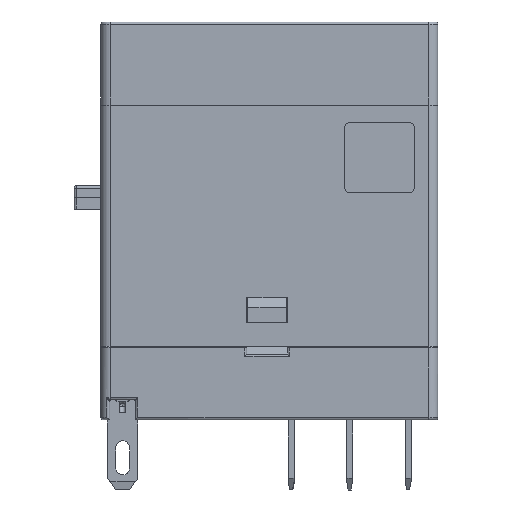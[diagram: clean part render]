
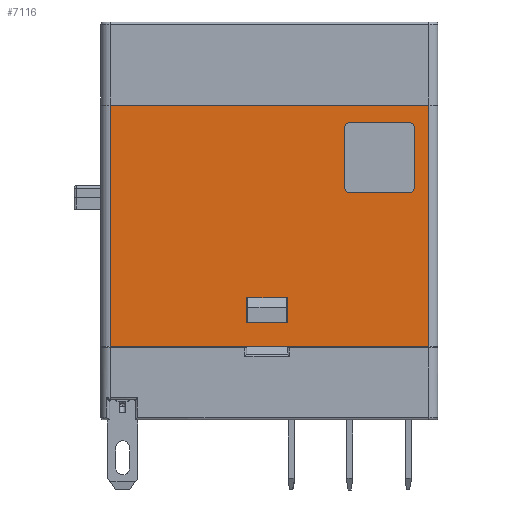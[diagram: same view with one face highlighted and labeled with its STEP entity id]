
A CAD part, front view. The second image highlights one B-rep face of the part: STEP entity #7116.
In plain terms, the highlighted face is planar.
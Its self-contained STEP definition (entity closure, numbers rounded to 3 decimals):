
#707=FACE_BOUND('',#16100,.T.);
#708=FACE_BOUND('',#16101,.T.);
#709=FACE_BOUND('',#16102,.T.);
#4332=CIRCLE('',#66515,0.5);
#4333=CIRCLE('',#66516,0.5);
#4334=CIRCLE('',#66517,0.5);
#4335=CIRCLE('',#66518,0.5);
#7116=ADVANCED_FACE('',(#707,#708,#709),#10484,.F.);
#10484=PLANE('',#66519);
#16100=EDGE_LOOP('',(#22224,#22225,#22226,#22227));
#16101=EDGE_LOOP('',(#22228,#22229,#22230,#22231));
#16102=EDGE_LOOP('',(#22232,#22233,#22234,#22235,#22236,#22237,#22238,#22239));
#22224=ORIENTED_EDGE('',*,*,#45482,.T.);
#22225=ORIENTED_EDGE('',*,*,#45641,.T.);
#22226=ORIENTED_EDGE('',*,*,#45642,.F.);
#22227=ORIENTED_EDGE('',*,*,#45643,.T.);
#22228=ORIENTED_EDGE('',*,*,#45644,.T.);
#22229=ORIENTED_EDGE('',*,*,#45645,.T.);
#22230=ORIENTED_EDGE('',*,*,#45646,.T.);
#22231=ORIENTED_EDGE('',*,*,#45647,.T.);
#22232=ORIENTED_EDGE('',*,*,#45648,.F.);
#22233=ORIENTED_EDGE('',*,*,#45649,.F.);
#22234=ORIENTED_EDGE('',*,*,#45650,.F.);
#22235=ORIENTED_EDGE('',*,*,#45651,.F.);
#22236=ORIENTED_EDGE('',*,*,#45652,.F.);
#22237=ORIENTED_EDGE('',*,*,#45653,.F.);
#22238=ORIENTED_EDGE('',*,*,#45654,.F.);
#22239=ORIENTED_EDGE('',*,*,#45655,.F.);
#39122=VERTEX_POINT('',#94609);
#39123=VERTEX_POINT('',#94611);
#39274=VERTEX_POINT('',#94935);
#39275=VERTEX_POINT('',#94937);
#39276=VERTEX_POINT('',#94940);
#39277=VERTEX_POINT('',#94941);
#39278=VERTEX_POINT('',#94943);
#39279=VERTEX_POINT('',#94945);
#39280=VERTEX_POINT('',#94948);
#39281=VERTEX_POINT('',#94949);
#39282=VERTEX_POINT('',#94951);
#39283=VERTEX_POINT('',#94953);
#39284=VERTEX_POINT('',#94955);
#39285=VERTEX_POINT('',#94957);
#39286=VERTEX_POINT('',#94959);
#39287=VERTEX_POINT('',#94961);
#45482=EDGE_CURVE('',#39123,#39122,#54360,.T.);
#45641=EDGE_CURVE('',#39122,#39274,#54472,.T.);
#45642=EDGE_CURVE('',#39275,#39274,#54473,.T.);
#45643=EDGE_CURVE('',#39275,#39123,#54474,.T.);
#45644=EDGE_CURVE('',#39276,#39277,#54475,.T.);
#45645=EDGE_CURVE('',#39277,#39278,#54476,.T.);
#45646=EDGE_CURVE('',#39278,#39279,#54477,.T.);
#45647=EDGE_CURVE('',#39279,#39276,#54478,.T.);
#45648=EDGE_CURVE('',#39280,#39281,#54479,.T.);
#45649=EDGE_CURVE('',#39282,#39280,#4332,.T.);
#45650=EDGE_CURVE('',#39283,#39282,#54480,.T.);
#45651=EDGE_CURVE('',#39284,#39283,#4333,.T.);
#45652=EDGE_CURVE('',#39285,#39284,#54481,.T.);
#45653=EDGE_CURVE('',#39286,#39285,#4334,.T.);
#45654=EDGE_CURVE('',#39287,#39286,#54482,.T.);
#45655=EDGE_CURVE('',#39281,#39287,#4335,.T.);
#54360=LINE('',#94610,#60273);
#54472=LINE('',#94934,#60385);
#54473=LINE('',#94936,#60386);
#54474=LINE('',#94938,#60387);
#54475=LINE('',#94939,#60388);
#54476=LINE('',#94942,#60389);
#54477=LINE('',#94944,#60390);
#54478=LINE('',#94946,#60391);
#54479=LINE('',#94947,#60392);
#54480=LINE('',#94952,#60393);
#54481=LINE('',#94956,#60394);
#54482=LINE('',#94960,#60395);
#60273=VECTOR('',#74943,1.);
#60385=VECTOR('',#75169,1.);
#60386=VECTOR('',#75170,1.);
#60387=VECTOR('',#75171,1.);
#60388=VECTOR('',#75172,1.);
#60389=VECTOR('',#75173,1.);
#60390=VECTOR('',#75174,1.);
#60391=VECTOR('',#75175,1.);
#60392=VECTOR('',#75176,1.);
#60393=VECTOR('',#75179,1.);
#60394=VECTOR('',#75182,1.);
#60395=VECTOR('',#75185,1.);
#66515=AXIS2_PLACEMENT_3D('',#94950,#75177,#75178);
#66516=AXIS2_PLACEMENT_3D('',#94954,#75180,#75181);
#66517=AXIS2_PLACEMENT_3D('',#94958,#75183,#75184);
#66518=AXIS2_PLACEMENT_3D('',#94962,#75186,#75187);
#66519=AXIS2_PLACEMENT_3D('',#94963,#75188,#75189);
#74943=DIRECTION('',(-1.,0.,0.));
#75169=DIRECTION('',(0.,0.,1.));
#75170=DIRECTION('',(-1.,0.,0.));
#75171=DIRECTION('',(0.,0.,-1.));
#75172=DIRECTION('',(-1.,0.,0.));
#75173=DIRECTION('',(0.,0.,-1.));
#75174=DIRECTION('',(1.,0.,0.));
#75175=DIRECTION('',(0.,0.,1.));
#75176=DIRECTION('',(0.,0.,1.));
#75177=DIRECTION('',(0.,1.,0.));
#75178=DIRECTION('',(1.,0.,0.));
#75179=DIRECTION('',(-1.,0.,0.));
#75180=DIRECTION('',(0.,1.,0.));
#75181=DIRECTION('',(1.,0.,0.));
#75182=DIRECTION('',(0.,0.,-1.));
#75183=DIRECTION('',(0.,1.,0.));
#75184=DIRECTION('',(1.,0.,0.));
#75185=DIRECTION('',(1.,0.,0.));
#75186=DIRECTION('',(0.,1.,0.));
#75187=DIRECTION('',(1.,0.,0.));
#75188=DIRECTION('',(0.,-1.,0.));
#75189=DIRECTION('',(-1.,0.,0.));
#94609=CARTESIAN_POINT('',(0.8,12.8,0.));
#94610=CARTESIAN_POINT('',(28.8,12.8,0.));
#94611=CARTESIAN_POINT('',(28.,12.8,0.));
#94934=CARTESIAN_POINT('',(0.8,12.8,20.6));
#94935=CARTESIAN_POINT('',(0.8,12.8,20.6));
#94936=CARTESIAN_POINT('',(28.8,12.8,20.6));
#94937=CARTESIAN_POINT('',(28.,12.8,20.6));
#94938=CARTESIAN_POINT('',(28.,12.8,20.6));
#94939=CARTESIAN_POINT('',(28.8,12.8,18.6));
#94940=CARTESIAN_POINT('',(15.95,12.8,18.6));
#94941=CARTESIAN_POINT('',(12.45,12.8,18.6));
#94942=CARTESIAN_POINT('',(12.45,12.8,20.6));
#94943=CARTESIAN_POINT('',(12.45,12.8,16.45));
#94944=CARTESIAN_POINT('',(28.8,12.8,16.45));
#94945=CARTESIAN_POINT('',(15.95,12.8,16.45));
#94946=CARTESIAN_POINT('',(15.95,12.8,20.6));
#94947=CARTESIAN_POINT('',(20.8,12.8,2.));
#94948=CARTESIAN_POINT('',(20.8,12.8,2.));
#94949=CARTESIAN_POINT('',(20.8,12.8,7.));
#94950=CARTESIAN_POINT('',(21.3,12.8,2.));
#94951=CARTESIAN_POINT('',(21.3,12.8,1.5));
#94952=CARTESIAN_POINT('',(26.3,12.8,1.5));
#94953=CARTESIAN_POINT('',(26.3,12.8,1.5));
#94954=CARTESIAN_POINT('',(26.3,12.8,2.));
#94955=CARTESIAN_POINT('',(26.8,12.8,2.));
#94956=CARTESIAN_POINT('',(26.8,12.8,7.));
#94957=CARTESIAN_POINT('',(26.8,12.8,7.));
#94958=CARTESIAN_POINT('',(26.3,12.8,7.));
#94959=CARTESIAN_POINT('',(26.3,12.8,7.5));
#94960=CARTESIAN_POINT('',(21.3,12.8,7.5));
#94961=CARTESIAN_POINT('',(21.3,12.8,7.5));
#94962=CARTESIAN_POINT('',(21.3,12.8,7.));
#94963=CARTESIAN_POINT('',(28.8,12.8,20.6));
